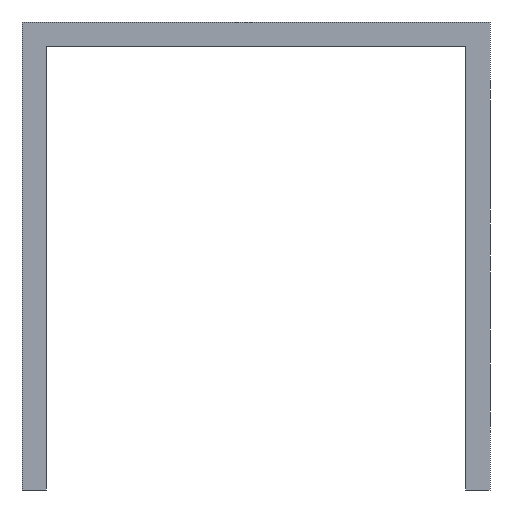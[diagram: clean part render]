
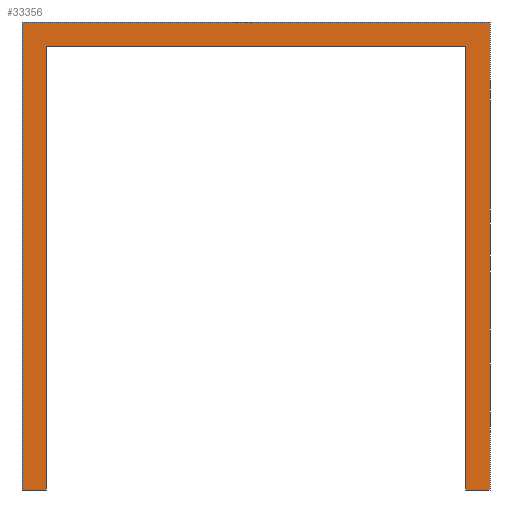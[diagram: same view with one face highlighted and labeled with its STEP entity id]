
A CAD part, front view. The second image highlights one B-rep face of the part: STEP entity #33356.
In plain terms, the highlighted planar face has unit normal (0, -1, 0).
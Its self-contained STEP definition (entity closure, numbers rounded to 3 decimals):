
#13643 = EDGE_CURVE('',#13644,#13646,#13648,.T.);
#13644 = VERTEX_POINT('',#13645);
#13645 = CARTESIAN_POINT('',(21.5,0.,-45.5));
#13646 = VERTEX_POINT('',#13647);
#13647 = CARTESIAN_POINT('',(21.5,0.,0.));
#13648 = LINE('',#13649,#13650);
#13649 = CARTESIAN_POINT('',(21.5,0.,0.));
#13650 = VECTOR('',#13651,1.);
#13651 = DIRECTION('',(0.,-0.,1.));
#16572 = EDGE_CURVE('',#16573,#16575,#16577,.T.);
#16573 = VERTEX_POINT('',#16574);
#16574 = CARTESIAN_POINT('',(24.,0.,2.5));
#16575 = VERTEX_POINT('',#16576);
#16576 = CARTESIAN_POINT('',(24.,0.,-45.5));
#16577 = LINE('',#16578,#16579);
#16578 = CARTESIAN_POINT('',(24.,0.,-45.5));
#16579 = VECTOR('',#16580,1.);
#16580 = DIRECTION('',(0.,-0.,-1.));
#19251 = EDGE_CURVE('',#13646,#19252,#19254,.T.);
#19252 = VERTEX_POINT('',#19253);
#19253 = CARTESIAN_POINT('',(-21.5,0.,0.));
#19254 = LINE('',#19255,#19256);
#19255 = CARTESIAN_POINT('',(-21.5,0.,0.));
#19256 = VECTOR('',#19257,1.);
#19257 = DIRECTION('',(-1.,-0.,0.));
#22171 = EDGE_CURVE('',#22172,#16573,#22174,.T.);
#22172 = VERTEX_POINT('',#22173);
#22173 = CARTESIAN_POINT('',(-24.,0.,2.5));
#22174 = LINE('',#22175,#22176);
#22175 = CARTESIAN_POINT('',(24.,0.,2.5));
#22176 = VECTOR('',#22177,1.);
#22177 = DIRECTION('',(1.,-0.,0.));
#29863 = EDGE_CURVE('',#19252,#29864,#29866,.T.);
#29864 = VERTEX_POINT('',#29865);
#29865 = CARTESIAN_POINT('',(-21.5,0.,-45.5));
#29866 = LINE('',#29867,#29868);
#29867 = CARTESIAN_POINT('',(-21.5,0.,0.));
#29868 = VECTOR('',#29869,1.);
#29869 = DIRECTION('',(0.,0.,-1.));
#32261 = EDGE_CURVE('',#32262,#22172,#32264,.T.);
#32262 = VERTEX_POINT('',#32263);
#32263 = CARTESIAN_POINT('',(-24.,0.,-45.5));
#32264 = LINE('',#32265,#32266);
#32265 = CARTESIAN_POINT('',(-24.,0.,-45.5));
#32266 = VECTOR('',#32267,1.);
#32267 = DIRECTION('',(0.,0.,1.));
#33300 = EDGE_CURVE('',#29864,#32262,#33301,.T.);
#33301 = LINE('',#33302,#33303);
#33302 = CARTESIAN_POINT('',(-21.5,0.,-45.5));
#33303 = VECTOR('',#33304,1.);
#33304 = DIRECTION('',(-1.,0.,0.));
#33322 = EDGE_CURVE('',#16575,#13644,#33323,.T.);
#33323 = LINE('',#33324,#33325);
#33324 = CARTESIAN_POINT('',(21.5,0.,-45.5));
#33325 = VECTOR('',#33326,1.);
#33326 = DIRECTION('',(-1.,-0.,-0.));
#33356 = ADVANCED_FACE('',(#33357),#33367,.T.);
#33357 = FACE_BOUND('',#33358,.T.);
#33358 = EDGE_LOOP('',(#33359,#33360,#33361,#33362,#33363,#33364,#33365,
    #33366));
#33359 = ORIENTED_EDGE('',*,*,#13643,.F.);
#33360 = ORIENTED_EDGE('',*,*,#33322,.F.);
#33361 = ORIENTED_EDGE('',*,*,#16572,.F.);
#33362 = ORIENTED_EDGE('',*,*,#22171,.F.);
#33363 = ORIENTED_EDGE('',*,*,#32261,.F.);
#33364 = ORIENTED_EDGE('',*,*,#33300,.F.);
#33365 = ORIENTED_EDGE('',*,*,#29863,.F.);
#33366 = ORIENTED_EDGE('',*,*,#19251,.F.);
#33367 = PLANE('',#33368);
#33368 = AXIS2_PLACEMENT_3D('',#33369,#33370,#33371);
#33369 = CARTESIAN_POINT('',(0.,0.,0.));
#33370 = DIRECTION('',(0.,-1.,0.));
#33371 = DIRECTION('',(0.,0.,-1.));
